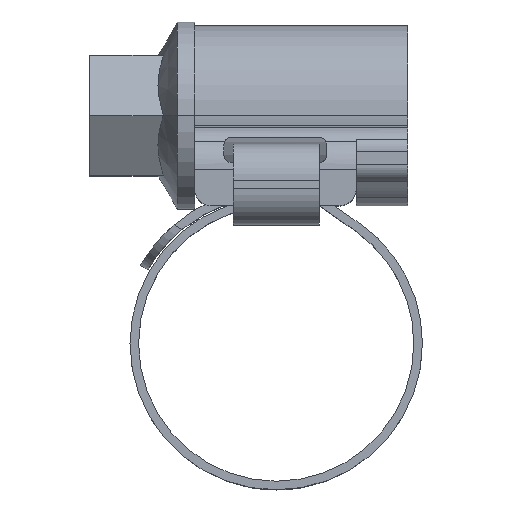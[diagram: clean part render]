
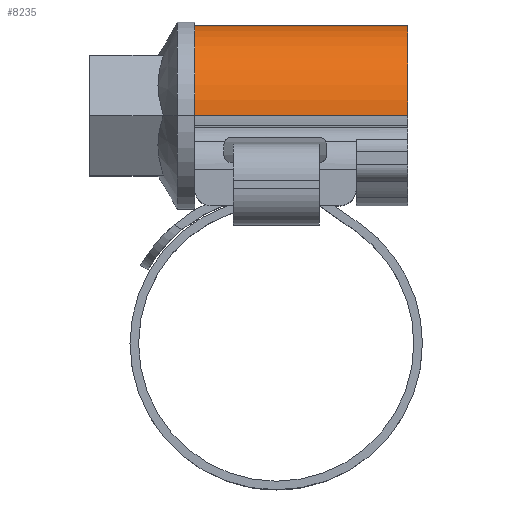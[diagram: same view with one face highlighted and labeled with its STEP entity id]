
A CAD part, top view. The second image highlights one B-rep face of the part: STEP entity #8235.
In plain terms, the highlighted cylindrical face has radius 5.25 mm (diameter 10.5 mm), a partial arc.
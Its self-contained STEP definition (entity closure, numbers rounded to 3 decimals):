
#209 = DIRECTION ( 'NONE',  ( 1., 0., 0. ) ) ;
#222 = EDGE_LOOP ( 'NONE', ( #5532, #6253, #7652, #8510 ) ) ;
#443 = VERTEX_POINT ( 'NONE', #3755 ) ;
#1217 = CARTESIAN_POINT ( 'NONE',  ( 7.65, 13.25, -5.25 ) ) ;
#1368 = DIRECTION ( 'NONE',  ( 1., 0., 0. ) ) ;
#1537 = VERTEX_POINT ( 'NONE', #1217 ) ;
#1680 = DIRECTION ( 'NONE',  ( 0., 0., -1. ) ) ;
#1909 = CARTESIAN_POINT ( 'NONE',  ( -4.75, 13.25, 0. ) ) ;
#2176 = EDGE_CURVE ( 'NONE', #5056, #443, #8124, .T. ) ;
#2358 = DIRECTION ( 'NONE',  ( 1., 0., 0. ) ) ;
#2485 = AXIS2_PLACEMENT_3D ( 'NONE', #5697, #1368, #3778 ) ;
#3260 = LINE ( 'NONE', #5437, #7300 ) ;
#3388 = AXIS2_PLACEMENT_3D ( 'NONE', #4590, #8232, #1680 ) ;
#3755 = CARTESIAN_POINT ( 'NONE',  ( 7.65, 13.25, 5.25 ) ) ;
#3778 = DIRECTION ( 'NONE',  ( 0., 0., -1. ) ) ;
#3831 = CYLINDRICAL_SURFACE ( 'NONE', #2485, 5.25 ) ;
#3957 = DIRECTION ( 'NONE',  ( 0., 0., 1. ) ) ;
#4013 = EDGE_CURVE ( 'NONE', #5056, #4642, #4470, .T. ) ;
#4470 = CIRCLE ( 'NONE', #6750, 5.25 ) ;
#4538 = CARTESIAN_POINT ( 'NONE',  ( -4.75, 13.25, 5.25 ) ) ;
#4590 = CARTESIAN_POINT ( 'NONE',  ( 7.65, 13.25, 0. ) ) ;
#4642 = VERTEX_POINT ( 'NONE', #4741 ) ;
#4741 = CARTESIAN_POINT ( 'NONE',  ( -4.75, 13.25, -5.25 ) ) ;
#5056 = VERTEX_POINT ( 'NONE', #7129 ) ;
#5437 = CARTESIAN_POINT ( 'NONE',  ( -4.75, 13.25, -5.25 ) ) ;
#5532 = ORIENTED_EDGE ( 'NONE', *, *, #4013, .F. ) ;
#5697 = CARTESIAN_POINT ( 'NONE',  ( -4.75, 13.25, 0. ) ) ;
#6253 = ORIENTED_EDGE ( 'NONE', *, *, #2176, .T. ) ;
#6750 = AXIS2_PLACEMENT_3D ( 'NONE', #1909, #8368, #3957 ) ;
#7129 = CARTESIAN_POINT ( 'NONE',  ( -4.75, 13.25, 5.25 ) ) ;
#7300 = VECTOR ( 'NONE', #2358, 1000. ) ;
#7461 = CIRCLE ( 'NONE', #3388, 5.25 ) ;
#7652 = ORIENTED_EDGE ( 'NONE', *, *, #7788, .F. ) ;
#7788 = EDGE_CURVE ( 'NONE', #1537, #443, #7461, .T. ) ;
#7914 = VECTOR ( 'NONE', #209, 1000. ) ;
#8124 = LINE ( 'NONE', #4538, #7914 ) ;
#8232 = DIRECTION ( 'NONE',  ( 1., 0., 0. ) ) ;
#8235 = ADVANCED_FACE ( 'NONE', ( #9288 ), #3831, .T. ) ;
#8368 = DIRECTION ( 'NONE',  ( -1., 0., 0. ) ) ;
#8510 = ORIENTED_EDGE ( 'NONE', *, *, #9359, .F. ) ;
#9288 = FACE_OUTER_BOUND ( 'NONE', #222, .T. ) ;
#9359 = EDGE_CURVE ( 'NONE', #4642, #1537, #3260, .T. ) ;
